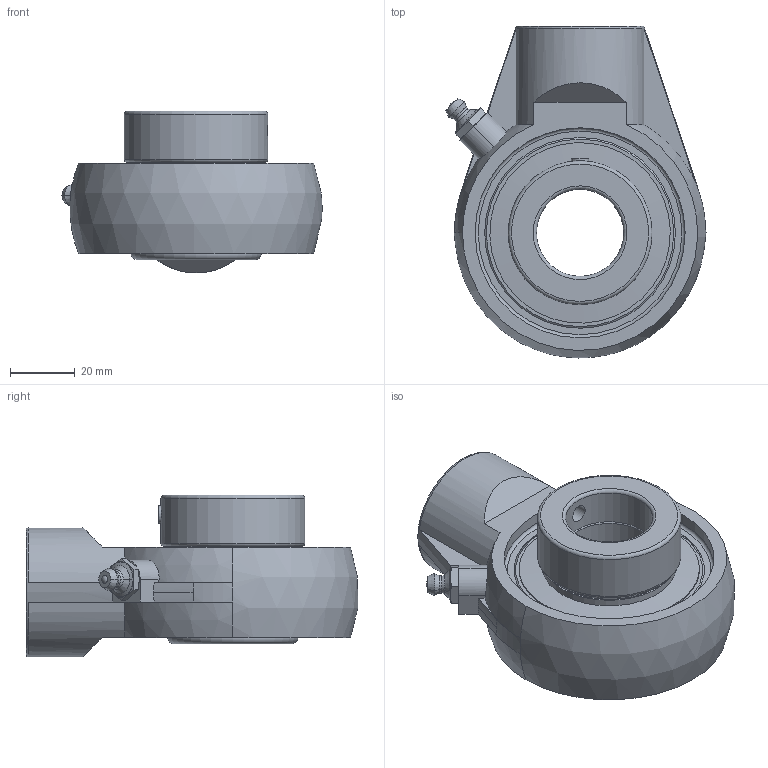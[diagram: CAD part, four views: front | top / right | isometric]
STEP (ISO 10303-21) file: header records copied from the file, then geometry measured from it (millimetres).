
FILE_DESCRIPTION(('HOOPS Exchange Step'),'2;1');
FILE_NAME('export-25DF3B15-A0D2-4B52-AE36-FAAE4FE98C91.stp','2019-12-13T13:21:17-08:00',('ibuslach'),('Alibre'),'HOOPS Exchange 2019.2','Alibre','Unknown authorisation');
FILE_SCHEMA( ('AP242_MANAGED_MODEL_BASED_3D_ENGINEERING_MIM_LF {1 0 10303 442 1 1 4 }') );
Length unit declared in the file: centimetre
Products named in the file (8): MRN SHA 206 (NO LETTERING); ZERK 6mm; SNC 206-17 COLLAR; SNC 206-17 RACES; SNC 206 SHIELD; SNC 206 SS; MRN SNC 206-17; MRN SNCHA 206-17
Assembly tree (8 placements, depth 3):
  MRN SNCHA 206-17
    MRN SHA 206 (NO LETTERING)
    ZERK 6mm
    MRN SNC 206-17
      SNC 206-17 COLLAR
      SNC 206-17 RACES
      SNC 206 SHIELD  x2
      SNC 206 SS
Bounding box: 80.5 x 102.7 x 50.11 mm (x, y, z)
Volume: 122861.4 mm3; surface area: 50986.9 mm2
Topology: 8 solids, 8 shells, 170 faces, 446 edges, 290 vertices
Faces by surface type: plane 56, cylinder 43, cone 35, torus 19, sphere 13, bspline 4
Full cylindrical faces by diameter (mm): 2.506 x2, 5.359 x2, 5.36 x1, 6 x2, 19.05 x1, 26.988 x2, 37.643 x2, 40.323 x4, 41.338 x2, 44.501 x1, 51.397 x2, 55.88 x2, 65.017 x2
Entity records: 8316 total; most frequent: CARTESIAN_POINT 4026, DIRECTION 942, ORIENTED_EDGE 838, EDGE_CURVE 419, AXIS2_PLACEMENT_3D 412, VERTEX_POINT 276, CIRCLE 221, EDGE_LOOP 187
